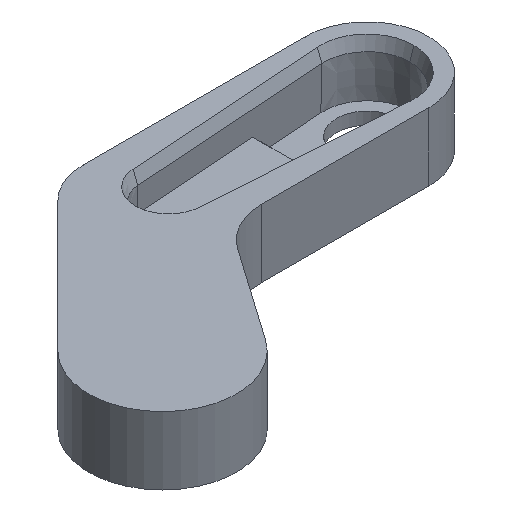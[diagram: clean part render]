
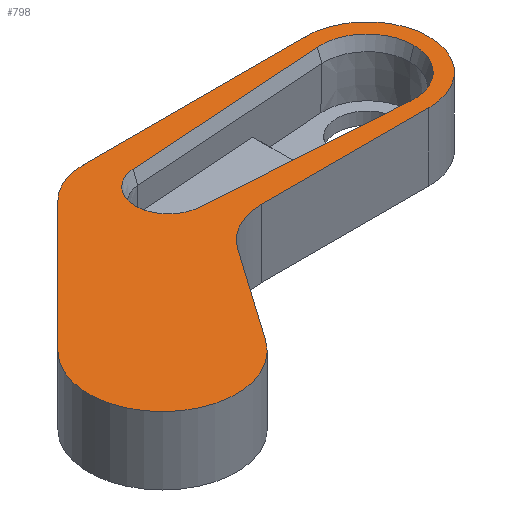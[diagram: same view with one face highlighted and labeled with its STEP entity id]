
A CAD part, isometric view. The second image highlights one B-rep face of the part: STEP entity #798.
In plain terms, the highlighted planar face has unit normal (0, 0, 1).
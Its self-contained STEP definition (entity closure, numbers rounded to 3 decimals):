
#5 = VECTOR ( 'NONE', #596, 1000. ) ;
#12 = VERTEX_POINT ( 'NONE', #283 ) ;
#15 = ORIENTED_EDGE ( 'NONE', *, *, #480, .T. ) ;
#20 = ORIENTED_EDGE ( 'NONE', *, *, #806, .T. ) ;
#37 = DIRECTION ( 'NONE',  ( 1., 0., 0. ) ) ;
#38 = EDGE_CURVE ( 'NONE', #467, #301, #237, .T. ) ;
#43 = CIRCLE ( 'NONE', #605, 5. ) ;
#45 = CARTESIAN_POINT ( 'NONE',  ( 0., -5., 5.5 ) ) ;
#49 = ORIENTED_EDGE ( 'NONE', *, *, #630, .T. ) ;
#60 = CARTESIAN_POINT ( 'NONE',  ( 0., 0., 5.5 ) ) ;
#69 = CIRCLE ( 'NONE', #252, 5. ) ;
#84 = VERTEX_POINT ( 'NONE', #225 ) ;
#87 = EDGE_LOOP ( 'NONE', ( #20, #15, #530, #653, #517, #49, #661, #217 ) ) ;
#94 = CARTESIAN_POINT ( 'NONE',  ( -27.876, -11.29, 5.5 ) ) ;
#97 = CIRCLE ( 'NONE', #123, 5. ) ;
#99 = VERTEX_POINT ( 'NONE', #729 ) ;
#102 = DIRECTION ( 'NONE',  ( 0., 0., 1. ) ) ;
#105 = ORIENTED_EDGE ( 'NONE', *, *, #737, .T. ) ;
#109 = DIRECTION ( 'NONE',  ( 0., 0., -1. ) ) ;
#110 = VECTOR ( 'NONE', #115, 1000. ) ;
#115 = DIRECTION ( 'NONE',  ( 0.998, 0.068, 0. ) ) ;
#116 = CARTESIAN_POINT ( 'NONE',  ( -16.284, -2.68, 5.5 ) ) ;
#118 = EDGE_CURVE ( 'NONE', #523, #467, #146, .T. ) ;
#123 = AXIS2_PLACEMENT_3D ( 'NONE', #660, #168, #718 ) ;
#135 = AXIS2_PLACEMENT_3D ( 'NONE', #787, #102, #528 ) ;
#136 = EDGE_CURVE ( 'NONE', #783, #532, #724, .T. ) ;
#144 = VERTEX_POINT ( 'NONE', #256 ) ;
#145 = DIRECTION ( 'NONE',  ( 0., 0., -1. ) ) ;
#146 = CIRCLE ( 'NONE', #242, 2.686 ) ;
#160 = VERTEX_POINT ( 'NONE', #501 ) ;
#168 = DIRECTION ( 'NONE',  ( 0., 0., -1. ) ) ;
#169 = ORIENTED_EDGE ( 'NONE', *, *, #118, .T. ) ;
#200 = AXIS2_PLACEMENT_3D ( 'NONE', #94, #721, #727 ) ;
#208 = DIRECTION ( 'NONE',  ( 1., 0., 0. ) ) ;
#217 = ORIENTED_EDGE ( 'NONE', *, *, #426, .T. ) ;
#219 = ORIENTED_EDGE ( 'NONE', *, *, #595, .T. ) ;
#223 = DIRECTION ( 'NONE',  ( 1., 0., 0. ) ) ;
#225 = CARTESIAN_POINT ( 'NONE',  ( -13.544, -5., 5.5 ) ) ;
#226 = CARTESIAN_POINT ( 'NONE',  ( 0., 5., 5.5 ) ) ;
#237 = LINE ( 'NONE', #295, #110 ) ;
#242 = AXIS2_PLACEMENT_3D ( 'NONE', #599, #109, #37 ) ;
#244 = CIRCLE ( 'NONE', #564, 3.786 ) ;
#252 = AXIS2_PLACEMENT_3D ( 'NONE', #613, #494, #400 ) ;
#256 = CARTESIAN_POINT ( 'NONE',  ( -18., 5., 5.5 ) ) ;
#258 = CARTESIAN_POINT ( 'NONE',  ( 3.786, 0., 5.5 ) ) ;
#271 = LINE ( 'NONE', #518, #344 ) ;
#272 = CARTESIAN_POINT ( 'NONE',  ( -17.64, -7.132, 5.5 ) ) ;
#282 = VERTEX_POINT ( 'NONE', #272 ) ;
#283 = CARTESIAN_POINT ( 'NONE',  ( -32.119, -7.047, 5.5 ) ) ;
#295 = CARTESIAN_POINT ( 'NONE',  ( -0.259, 3.777, 5.5 ) ) ;
#301 = VERTEX_POINT ( 'NONE', #644 ) ;
#310 = DIRECTION ( 'NONE',  ( 1., 0., 0. ) ) ;
#318 = FACE_OUTER_BOUND ( 'NONE', #87, .T. ) ;
#330 = ORIENTED_EDGE ( 'NONE', *, *, #136, .T. ) ;
#336 = VERTEX_POINT ( 'NONE', #695 ) ;
#344 = VECTOR ( 'NONE', #396, 1000. ) ;
#347 = LINE ( 'NONE', #432, #514 ) ;
#351 = DIRECTION ( 'NONE',  ( 0.574, 0.819, 0. ) ) ;
#362 = LINE ( 'NONE', #45, #491 ) ;
#393 = VERTEX_POINT ( 'NONE', #226 ) ;
#396 = DIRECTION ( 'NONE',  ( 1., 0., 0. ) ) ;
#398 = EDGE_LOOP ( 'NONE', ( #219, #169, #454, #105, #330 ) ) ;
#400 = DIRECTION ( 'NONE',  ( 1., 0., 0. ) ) ;
#404 = PLANE ( 'NONE',  #135 ) ;
#426 = EDGE_CURVE ( 'NONE', #12, #160, #446, .T. ) ;
#432 = CARTESIAN_POINT ( 'NONE',  ( -8.485, 5.942, 5.5 ) ) ;
#433 = CARTESIAN_POINT ( 'NONE',  ( -18., 0., 5.5 ) ) ;
#434 = DIRECTION ( 'NONE',  ( 0., 0., -1. ) ) ;
#442 = EDGE_CURVE ( 'NONE', #84, #336, #362, .T. ) ;
#446 = CIRCLE ( 'NONE', #200, 6. ) ;
#454 = ORIENTED_EDGE ( 'NONE', *, *, #38, .T. ) ;
#467 = VERTEX_POINT ( 'NONE', #539 ) ;
#480 = EDGE_CURVE ( 'NONE', #282, #84, #97, .T. ) ;
#491 = VECTOR ( 'NONE', #223, 1000. ) ;
#494 = DIRECTION ( 'NONE',  ( 0., 0., 1. ) ) ;
#501 = CARTESIAN_POINT ( 'NONE',  ( -22.961, -14.732, 5.5 ) ) ;
#514 = VECTOR ( 'NONE', #351, 1000. ) ;
#517 = ORIENTED_EDGE ( 'NONE', *, *, #760, .F. ) ;
#518 = CARTESIAN_POINT ( 'NONE',  ( 0., 5., 5.5 ) ) ;
#523 = VERTEX_POINT ( 'NONE', #734 ) ;
#528 = DIRECTION ( 'NONE',  ( 1., 0., 0. ) ) ;
#530 = ORIENTED_EDGE ( 'NONE', *, *, #442, .T. ) ;
#532 = VERTEX_POINT ( 'NONE', #814 ) ;
#539 = CARTESIAN_POINT ( 'NONE',  ( -16.284, 2.68, 5.5 ) ) ;
#564 = AXIS2_PLACEMENT_3D ( 'NONE', #576, #145, #208 ) ;
#576 = CARTESIAN_POINT ( 'NONE',  ( 0., 0., 5.5 ) ) ;
#595 = EDGE_CURVE ( 'NONE', #532, #523, #752, .T. ) ;
#596 = DIRECTION ( 'NONE',  ( -0.707, -0.707, 0. ) ) ;
#599 = CARTESIAN_POINT ( 'NONE',  ( -16.1, 0., 5.5 ) ) ;
#604 = AXIS2_PLACEMENT_3D ( 'NONE', #60, #434, #759 ) ;
#605 = AXIS2_PLACEMENT_3D ( 'NONE', #433, #684, #310 ) ;
#613 = CARTESIAN_POINT ( 'NONE',  ( 0., 0., 5.5 ) ) ;
#630 = EDGE_CURVE ( 'NONE', #144, #99, #43, .T. ) ;
#644 = CARTESIAN_POINT ( 'NONE',  ( -0.259, 3.777, 5.5 ) ) ;
#653 = ORIENTED_EDGE ( 'NONE', *, *, #682, .T. ) ;
#660 = CARTESIAN_POINT ( 'NONE',  ( -13.544, -10., 5.5 ) ) ;
#661 = ORIENTED_EDGE ( 'NONE', *, *, #807, .T. ) ;
#678 = LINE ( 'NONE', #726, #5 ) ;
#682 = EDGE_CURVE ( 'NONE', #336, #393, #69, .T. ) ;
#684 = DIRECTION ( 'NONE',  ( 0., 0., 1. ) ) ;
#688 = DIRECTION ( 'NONE',  ( -0.998, 0.068, 0. ) ) ;
#695 = CARTESIAN_POINT ( 'NONE',  ( 0., -5., 5.5 ) ) ;
#696 = VECTOR ( 'NONE', #688, 1000. ) ;
#718 = DIRECTION ( 'NONE',  ( 1., 0., 0. ) ) ;
#721 = DIRECTION ( 'NONE',  ( 0., 0., 1. ) ) ;
#724 = CIRCLE ( 'NONE', #604, 3.786 ) ;
#726 = CARTESIAN_POINT ( 'NONE',  ( -12.536, 12.536, 5.5 ) ) ;
#727 = DIRECTION ( 'NONE',  ( 1., 0., 0. ) ) ;
#729 = CARTESIAN_POINT ( 'NONE',  ( -21.536, 3.536, 5.5 ) ) ;
#734 = CARTESIAN_POINT ( 'NONE',  ( -16.284, -2.68, 5.5 ) ) ;
#737 = EDGE_CURVE ( 'NONE', #301, #783, #244, .T. ) ;
#752 = LINE ( 'NONE', #116, #696 ) ;
#759 = DIRECTION ( 'NONE',  ( 1., 0., 0. ) ) ;
#760 = EDGE_CURVE ( 'NONE', #144, #393, #271, .T. ) ;
#761 = FACE_BOUND ( 'NONE', #398, .T. ) ;
#783 = VERTEX_POINT ( 'NONE', #258 ) ;
#787 = CARTESIAN_POINT ( 'NONE',  ( 0., 0., 5.5 ) ) ;
#798 = ADVANCED_FACE ( 'NONE', ( #318, #761 ), #404, .T. ) ;
#806 = EDGE_CURVE ( 'NONE', #160, #282, #347, .T. ) ;
#807 = EDGE_CURVE ( 'NONE', #99, #12, #678, .T. ) ;
#814 = CARTESIAN_POINT ( 'NONE',  ( -0.259, -3.777, 5.5 ) ) ;
